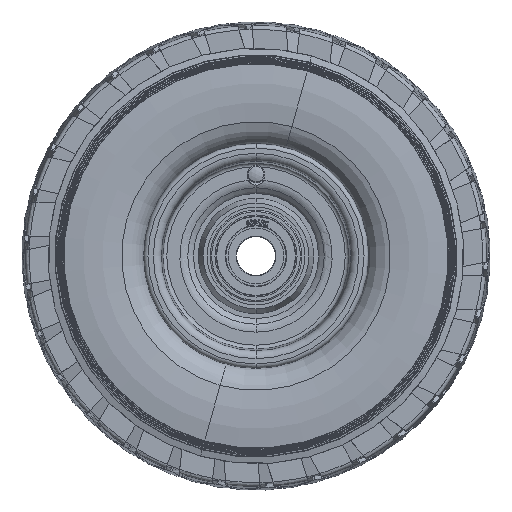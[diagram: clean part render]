
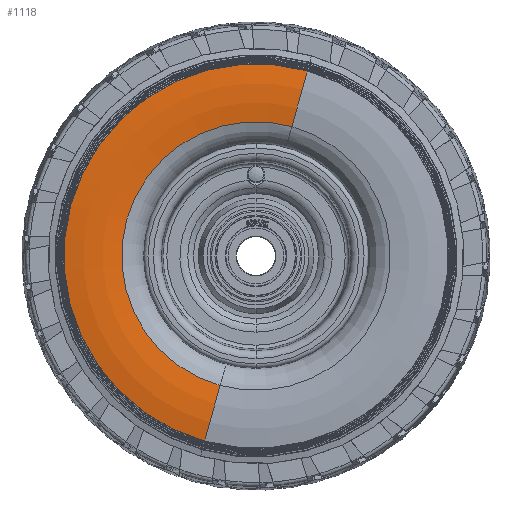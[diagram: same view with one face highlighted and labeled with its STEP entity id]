
A CAD part, front view. The second image highlights one B-rep face of the part: STEP entity #1118.
In plain terms, the highlighted toroidal (fillet/blend) face has major radius 83.822 mm and minor radius 83.477 mm.
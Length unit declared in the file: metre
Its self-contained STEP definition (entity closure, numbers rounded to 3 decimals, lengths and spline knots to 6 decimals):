
#1118=ADVANCED_FACE('1403:44149',(#4101),#4102,.T.);
#4101=FACE_OUTER_BOUND('',#11163,.T.);
#4102=TOROIDAL_SURFACE('',#11164,0.083822,0.083477);
#11163=EDGE_LOOP('',(#22489,#22490,#22491,#22492));
#11164=AXIS2_PLACEMENT_3D('',#22493,#22494,#22495);
#22489=ORIENTED_EDGE('',*,*,#44471,.T.);
#22490=ORIENTED_EDGE('',*,*,#44490,.T.);
#22491=ORIENTED_EDGE('',*,*,#44473,.T.);
#22492=ORIENTED_EDGE('',*,*,#44488,.T.);
#22493=CARTESIAN_POINT('',(0.0,0.045977,0.0));
#22494=DIRECTION('',(0.0,1.0,0.0));
#22495=DIRECTION('',(0.0,0.0,1.0));
#44471=EDGE_CURVE('',#52891,#52678,#52892,.T.);
#44473=EDGE_CURVE('',#52680,#52893,#52895,.T.);
#44488=EDGE_CURVE('1407:176992',#52893,#52891,#52916,.T.);
#44490=EDGE_CURVE('1403:44482',#52678,#52680,#52918,.T.);
#52678=VERTEX_POINT('',#74576);
#52680=VERTEX_POINT('',#74579);
#52891=VERTEX_POINT('',#74841);
#52892=CIRCLE('',#74842,0.083477);
#52893=VERTEX_POINT('',#74843);
#52895=CIRCLE('',#74845,0.083477);
#52916=CIRCLE('',#74868,0.068737);
#52918=CIRCLE('',#74870,0.098239);
#74576=CARTESIAN_POINT('',(0.0,-0.036246,0.098239));
#74579=CARTESIAN_POINT('',(0.,-0.036246,-0.098239));
#74841=CARTESIAN_POINT('',(0.,-0.036124,0.068737));
#74842=AXIS2_PLACEMENT_3D('',#115603,#115604,#115605);
#74843=CARTESIAN_POINT('',(0.,-0.036124,-0.068737));
#74845=AXIS2_PLACEMENT_3D('',#115609,#115610,#115611);
#74868=AXIS2_PLACEMENT_3D('',#115650,#115651,#115652);
#74870=AXIS2_PLACEMENT_3D('',#115656,#115657,#115658);
#115603=CARTESIAN_POINT('',(0.,0.045977,0.083822));
#115604=DIRECTION('',(-1.0,0.0,0.));
#115605=DIRECTION('',(0.,-0.0,1.0));
#115609=CARTESIAN_POINT('',(0.,0.045977,-0.083822));
#115610=DIRECTION('',(-1.0,0.0,0.));
#115611=DIRECTION('',(0.,0.0,-1.0));
#115650=CARTESIAN_POINT('',(0.,-0.036122,0.));
#115651=DIRECTION('',(0.,1.0,0.));
#115652=DIRECTION('',(0.,0.,1.0));
#115656=CARTESIAN_POINT('',(0.0,-0.036246,0.));
#115657=DIRECTION('',(0.0,-1.0,0.));
#115658=DIRECTION('',(0.0,0.,1.0));
